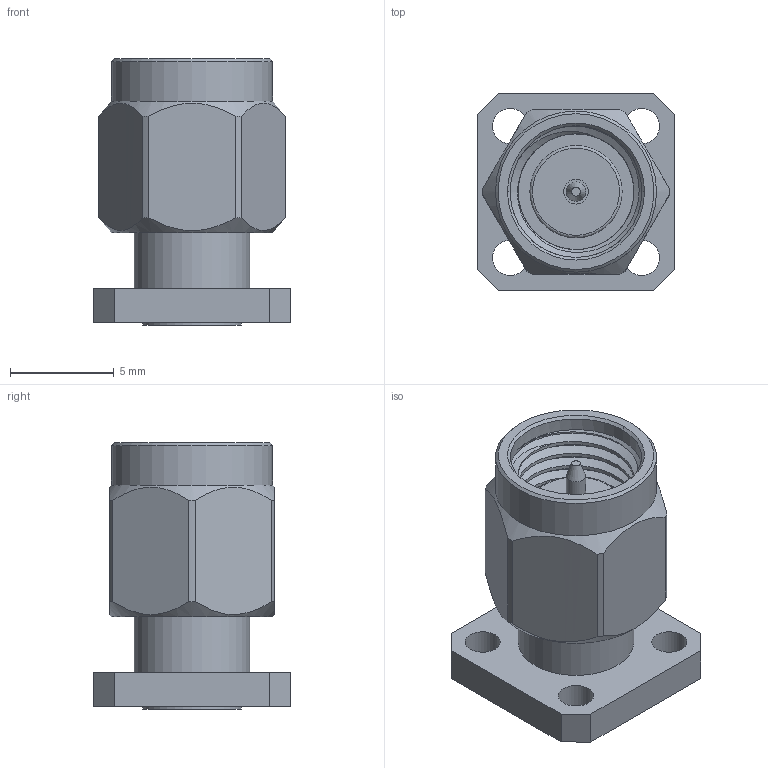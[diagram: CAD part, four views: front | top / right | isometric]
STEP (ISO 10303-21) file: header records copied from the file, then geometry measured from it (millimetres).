
FILE_DESCRIPTION (( 'STEP AP203' ), '1' );
FILE_NAME ('PE44007_3D.step', '2021-09-27T16:12:48', ( '' ), ( '' ), 'SwSTEP 2.0', 'SolidWorks 2021', '' );
FILE_SCHEMA (( 'CONFIG_CONTROL_DESIGN' ));
Length unit declared in the file: inch
Products named in the file (1): PE44007_3D
Bounding box: 9.52 x 9.52 x 12.83 mm (x, y, z)
Volume: 507.5 mm3; surface area: 823.2 mm2
Topology: 1 solids, 1 shells, 87 faces, 232 edges, 158 vertices
Faces by surface type: plane 43, cylinder 28, cone 12, bspline 4
Full cylindrical faces by diameter (mm): 0.457 x1, 0.94 x1, 0.965 x1, 1.194 x1, 1.7 x4, 2.65 x1, 3.744 x1, 4.445 x1, 4.76 x1, 5.573 x1, 6.35 x6, 6.604 x1, 7.762 x1
Entity records: 3820 total; most frequent: CARTESIAN_POINT 1825, ORIENTED_EDGE 396, DIRECTION 366, EDGE_CURVE 198, VERTEX_POINT 152, AXIS2_PLACEMENT_3D 148, EDGE_LOOP 122, FACE_OUTER_BOUND 98
